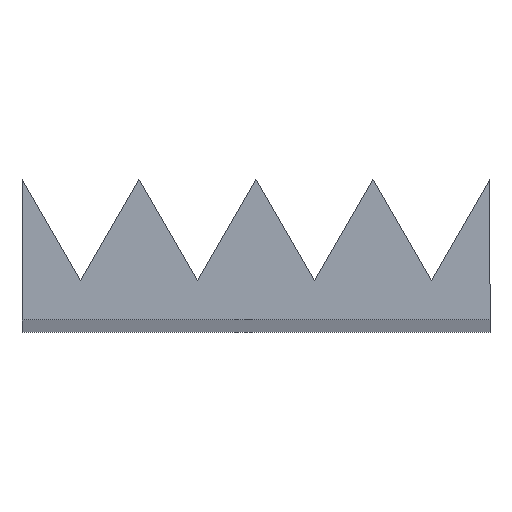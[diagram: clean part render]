
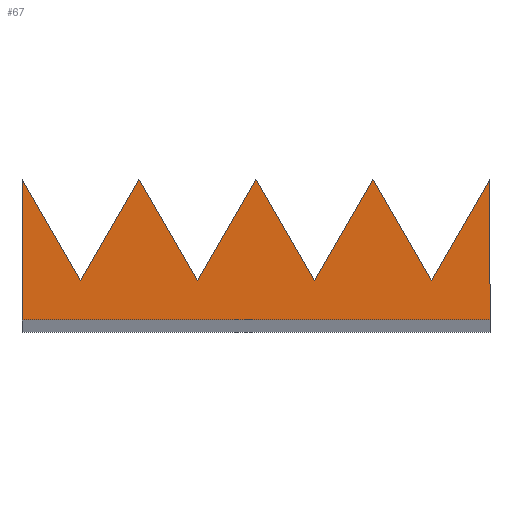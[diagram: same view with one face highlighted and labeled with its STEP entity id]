
A CAD part, top view. The second image highlights one B-rep face of the part: STEP entity #67.
In plain terms, the highlighted planar face has unit normal (0, 0, 1).
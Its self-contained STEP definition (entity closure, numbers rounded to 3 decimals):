
#15 = VECTOR ( 'NONE', #322, 1000. ) ;
#17 = LINE ( 'NONE', #281, #160 ) ;
#21 = DIRECTION ( 'NONE',  ( 1., 0., 0. ) ) ;
#24 = LINE ( 'NONE', #289, #377 ) ;
#34 = CARTESIAN_POINT ( 'NONE',  ( 5., 3., 152. ) ) ;
#41 = LINE ( 'NONE', #34, #286 ) ;
#45 = VECTOR ( 'NONE', #326, 1000. ) ;
#46 = CARTESIAN_POINT ( 'NONE',  ( 7.5, 3., 152. ) ) ;
#49 = CARTESIAN_POINT ( 'NONE',  ( 3.75, 0.835, 152. ) ) ;
#53 = CARTESIAN_POINT ( 'NONE',  ( 6.25, 0.835, 152. ) ) ;
#61 = ORIENTED_EDGE ( 'NONE', *, *, #101, .T. ) ;
#64 = CARTESIAN_POINT ( 'NONE',  ( 10., 0., 152. ) ) ;
#66 = LINE ( 'NONE', #201, #368 ) ;
#67 = ADVANCED_FACE ( 'NONE', ( #356 ), #193, .F. ) ;
#70 = CARTESIAN_POINT ( 'NONE',  ( 7.5, 3., 152. ) ) ;
#72 = VECTOR ( 'NONE', #350, 1000. ) ;
#83 = VERTEX_POINT ( 'NONE', #164 ) ;
#94 = CARTESIAN_POINT ( 'NONE',  ( 0., 0., 152. ) ) ;
#96 = VECTOR ( 'NONE', #147, 1000. ) ;
#101 = EDGE_CURVE ( 'NONE', #105, #83, #232, .T. ) ;
#102 = DIRECTION ( 'NONE',  ( -0.5, 0.866, 0. ) ) ;
#105 = VERTEX_POINT ( 'NONE', #385 ) ;
#107 = VERTEX_POINT ( 'NONE', #196 ) ;
#110 = ORIENTED_EDGE ( 'NONE', *, *, #345, .T. ) ;
#113 = DIRECTION ( 'NONE',  ( -0.5, -0.866, 0. ) ) ;
#123 = DIRECTION ( 'NONE',  ( 0., 0., -1. ) ) ;
#141 = DIRECTION ( 'NONE',  ( -0.5, -0.866, 0. ) ) ;
#142 = EDGE_LOOP ( 'NONE', ( #376, #240, #353, #110, #325, #320, #272, #298, #192, #61, #357 ) ) ;
#143 = EDGE_CURVE ( 'NONE', #107, #282, #158, .T. ) ;
#145 = VERTEX_POINT ( 'NONE', #70 ) ;
#147 = DIRECTION ( 'NONE',  ( -0.5, 0.866, 0. ) ) ;
#151 = DIRECTION ( 'NONE',  ( 0., -1., 0. ) ) ;
#158 = LINE ( 'NONE', #194, #15 ) ;
#160 = VECTOR ( 'NONE', #113, 1000. ) ;
#162 = DIRECTION ( 'NONE',  ( -1., 0., 0. ) ) ;
#164 = CARTESIAN_POINT ( 'NONE',  ( 0., 3., 152. ) ) ;
#174 = EDGE_CURVE ( 'NONE', #347, #178, #329, .T. ) ;
#178 = VERTEX_POINT ( 'NONE', #336 ) ;
#180 = VERTEX_POINT ( 'NONE', #236 ) ;
#182 = EDGE_CURVE ( 'NONE', #316, #274, #41, .T. ) ;
#184 = CARTESIAN_POINT ( 'NONE',  ( 5., 3., 152. ) ) ;
#188 = LINE ( 'NONE', #46, #96 ) ;
#192 = ORIENTED_EDGE ( 'NONE', *, *, #404, .T. ) ;
#193 = PLANE ( 'NONE',  #299 ) ;
#194 = CARTESIAN_POINT ( 'NONE',  ( 8.75, 0.835, 152. ) ) ;
#195 = VECTOR ( 'NONE', #102, 1000. ) ;
#196 = CARTESIAN_POINT ( 'NONE',  ( 10., 3., 152. ) ) ;
#201 = CARTESIAN_POINT ( 'NONE',  ( 10., 3., 152. ) ) ;
#221 = LINE ( 'NONE', #49, #294 ) ;
#223 = VECTOR ( 'NONE', #21, 1000. ) ;
#231 = VERTEX_POINT ( 'NONE', #64 ) ;
#232 = LINE ( 'NONE', #258, #45 ) ;
#236 = CARTESIAN_POINT ( 'NONE',  ( 0., 0., 152. ) ) ;
#237 = EDGE_CURVE ( 'NONE', #231, #107, #66, .T. ) ;
#240 = ORIENTED_EDGE ( 'NONE', *, *, #237, .T. ) ;
#244 = CARTESIAN_POINT ( 'NONE',  ( 10., 0., 152. ) ) ;
#251 = CARTESIAN_POINT ( 'NONE',  ( 8.75, 0.835, 152. ) ) ;
#258 = CARTESIAN_POINT ( 'NONE',  ( 0., 3., 152. ) ) ;
#272 = ORIENTED_EDGE ( 'NONE', *, *, #314, .T. ) ;
#274 = VERTEX_POINT ( 'NONE', #184 ) ;
#281 = CARTESIAN_POINT ( 'NONE',  ( 1.25, 0.835, 152. ) ) ;
#282 = VERTEX_POINT ( 'NONE', #251 ) ;
#283 = CARTESIAN_POINT ( 'NONE',  ( 3.75, 0.835, 152. ) ) ;
#286 = VECTOR ( 'NONE', #393, 1000. ) ;
#289 = CARTESIAN_POINT ( 'NONE',  ( 0., 0., 152. ) ) ;
#290 = EDGE_CURVE ( 'NONE', #145, #316, #413, .T. ) ;
#294 = VECTOR ( 'NONE', #141, 1000. ) ;
#298 = ORIENTED_EDGE ( 'NONE', *, *, #174, .T. ) ;
#299 = AXIS2_PLACEMENT_3D ( 'NONE', #94, #123, #162 ) ;
#314 = EDGE_CURVE ( 'NONE', #274, #347, #221, .T. ) ;
#315 = LINE ( 'NONE', #244, #223 ) ;
#316 = VERTEX_POINT ( 'NONE', #53 ) ;
#320 = ORIENTED_EDGE ( 'NONE', *, *, #182, .T. ) ;
#322 = DIRECTION ( 'NONE',  ( -0.5, -0.866, 0. ) ) ;
#325 = ORIENTED_EDGE ( 'NONE', *, *, #290, .T. ) ;
#326 = DIRECTION ( 'NONE',  ( -0.5, 0.866, 0. ) ) ;
#329 = LINE ( 'NONE', #367, #195 ) ;
#331 = DIRECTION ( 'NONE',  ( 0., 1., 0. ) ) ;
#335 = EDGE_CURVE ( 'NONE', #180, #231, #315, .T. ) ;
#336 = CARTESIAN_POINT ( 'NONE',  ( 2.5, 3., 152. ) ) ;
#345 = EDGE_CURVE ( 'NONE', #282, #145, #188, .T. ) ;
#347 = VERTEX_POINT ( 'NONE', #283 ) ;
#350 = DIRECTION ( 'NONE',  ( -0.5, -0.866, 0. ) ) ;
#353 = ORIENTED_EDGE ( 'NONE', *, *, #143, .T. ) ;
#356 = FACE_OUTER_BOUND ( 'NONE', #142, .T. ) ;
#357 = ORIENTED_EDGE ( 'NONE', *, *, #361, .T. ) ;
#361 = EDGE_CURVE ( 'NONE', #83, #180, #24, .T. ) ;
#367 = CARTESIAN_POINT ( 'NONE',  ( 2.5, 3., 152. ) ) ;
#368 = VECTOR ( 'NONE', #331, 1000. ) ;
#371 = CARTESIAN_POINT ( 'NONE',  ( 6.25, 0.835, 152. ) ) ;
#376 = ORIENTED_EDGE ( 'NONE', *, *, #335, .T. ) ;
#377 = VECTOR ( 'NONE', #151, 1000. ) ;
#385 = CARTESIAN_POINT ( 'NONE',  ( 1.25, 0.835, 152. ) ) ;
#393 = DIRECTION ( 'NONE',  ( -0.5, 0.866, 0. ) ) ;
#404 = EDGE_CURVE ( 'NONE', #178, #105, #17, .T. ) ;
#413 = LINE ( 'NONE', #371, #72 ) ;
